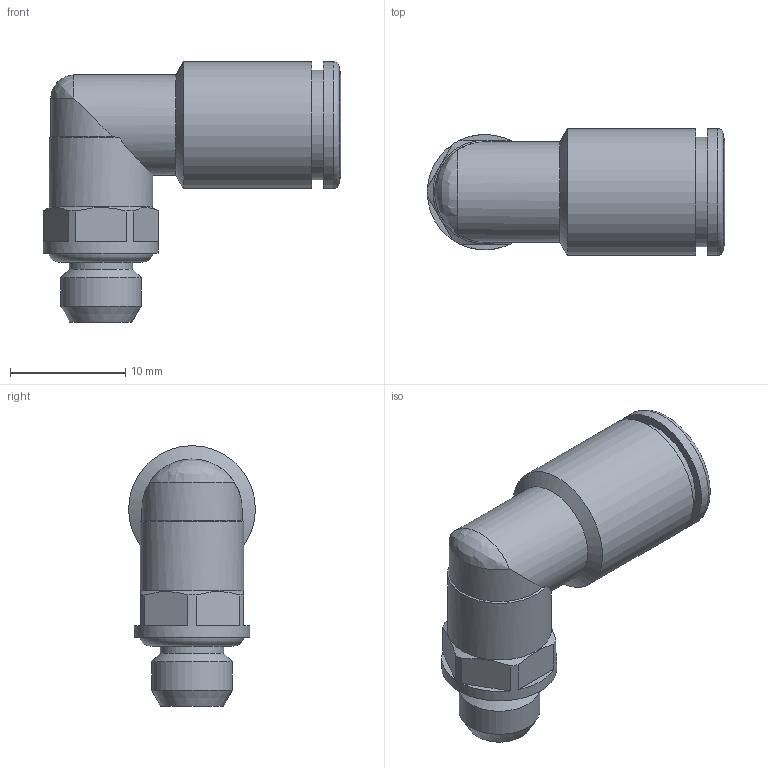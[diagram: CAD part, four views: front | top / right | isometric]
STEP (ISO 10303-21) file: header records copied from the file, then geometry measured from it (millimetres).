
FILE_DESCRIPTION(/* description */ (''),/* implementation_level */ '2;1');
FILE_NAME(/* name */ 'iqsl_m76_msv.stp',/* time_stamp */ '2017-11-13T09:30:38+01:00',/* author */ ('Hamoud'),/* organization */ (''),/* preprocessor_version */ 'ST-DEVELOPER v15.6',/* originating_system */ 'Autodesk Inventor LT ',/* authorisation */ '');
FILE_SCHEMA (('AUTOMOTIVE_DESIGN { 1 0 10303 214 3 1 1 }'));
Length unit declared in the file: millimetre
Products named in the file (1): iqsl_m76_msv
Bounding box: 25.8 x 11 x 22.6 mm (x, y, z)
Volume: 1677.5 mm3; surface area: 2865.3 mm2
Topology: 4 solids, 4 shells, 70 faces, 163 edges, 101 vertices
Faces by surface type: plane 25, cylinder 21, cone 19, torus 4, bspline 1
Full cylindrical faces by diameter (mm): 3.5 x1, 4 x1, 5.5 x1, 6 x1, 6.1 x1, 6.2 x1, 6.8 x2, 7 x1, 7.85 x1, 7.9 x1, 8.3 x1, 8.7 x1, 9 x2, 9.5 x1, 9.6 x1, 10 x1, 11 x2
Entity records: 2490 total; most frequent: CARTESIAN_POINT 1081, DIRECTION 306, ORIENTED_EDGE 210, AXIS2_PLACEMENT_3D 143, EDGE_LOOP 122, EDGE_CURVE 105, VERTEX_POINT 86, FACE_OUTER_BOUND 70
